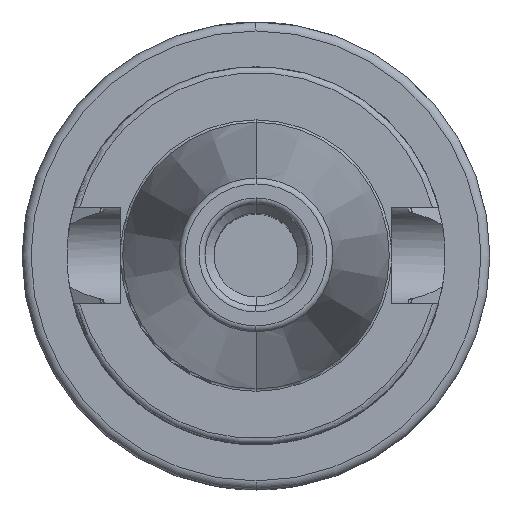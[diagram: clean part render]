
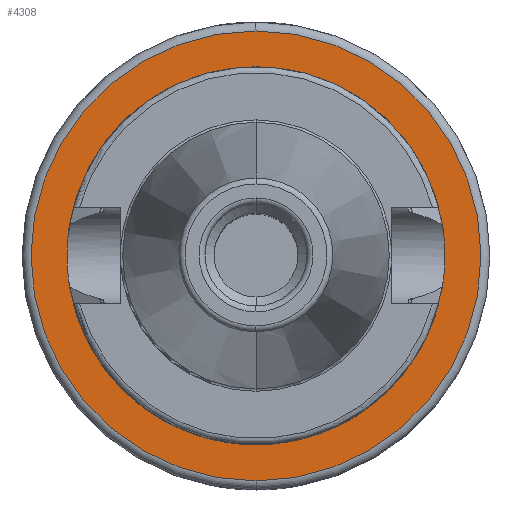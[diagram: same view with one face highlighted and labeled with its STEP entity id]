
A CAD part, top view. The second image highlights one B-rep face of the part: STEP entity #4308.
In plain terms, the highlighted planar face has unit normal (0, 0, 1).
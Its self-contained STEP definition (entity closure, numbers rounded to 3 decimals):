
#1144=CARTESIAN_POINT('',(0,0,-8));
#1145=DIRECTION('',(0,0,1));
#1146=DIRECTION('',(0,1,0));
#1147=AXIS2_PLACEMENT_3D('',#1144,#1145,#1146);
#1149=CARTESIAN_POINT('',(0,0,-8));
#1150=DIRECTION('',(0,0,1));
#1151=DIRECTION('',(0,-1,0));
#1152=AXIS2_PLACEMENT_3D('',#1149,#1150,#1151);
#1154=CARTESIAN_POINT('',(0,0,-8));
#1155=DIRECTION('',(0,0,-1));
#1156=DIRECTION('',(0,-1,0));
#1157=AXIS2_PLACEMENT_3D('',#1154,#1155,#1156);
#1159=CARTESIAN_POINT('',(0,0,-8));
#1160=DIRECTION('',(0,0,-1));
#1161=DIRECTION('',(0,1,0));
#1162=AXIS2_PLACEMENT_3D('',#1159,#1160,#1161);
#2793=CARTESIAN_POINT('',(0.,31.3,-8));
#2794=CARTESIAN_POINT('',(0.,-31.3,-8));
#2795=VERTEX_POINT('',#2793);
#2796=VERTEX_POINT('',#2794);
#2805=CARTESIAN_POINT('',(0,-37.5,-8));
#2806=CARTESIAN_POINT('',(0,37.5,-8));
#2807=VERTEX_POINT('',#2805);
#2808=VERTEX_POINT('',#2806);
#4293=CARTESIAN_POINT('',(0,0,-8));
#4294=DIRECTION('',(0,0,-1));
#4295=DIRECTION('',(0,-1,0));
#4296=AXIS2_PLACEMENT_3D('',#4293,#4294,#4295);
#4297=PLANE('',#4296);
#4298=ORIENTED_EDGE('',*,*,#3782,.T.);
#4299=ORIENTED_EDGE('',*,*,#3797,.T.);
#4300=EDGE_LOOP('',(#4298,#4299));
#4301=FACE_OUTER_BOUND('',#4300,.F.);
#4303=ORIENTED_EDGE('',*,*,#4302,.T.);
#4305=ORIENTED_EDGE('',*,*,#4304,.T.);
#4306=EDGE_LOOP('',(#4303,#4305));
#4307=FACE_BOUND('',#4306,.F.);
#4308=ADVANCED_FACE('',(#4301,#4307),#4297,.F.);
#1148=CIRCLE('',#1147,31.3);
#1153=CIRCLE('',#1152,31.3);
#1158=CIRCLE('',#1157,37.5);
#1163=CIRCLE('',#1162,37.5);
#3782=EDGE_CURVE('',#2807,#2808,#1158,.T.);
#3797=EDGE_CURVE('',#2808,#2807,#1163,.T.);
#4302=EDGE_CURVE('',#2795,#2796,#1148,.T.);
#4304=EDGE_CURVE('',#2796,#2795,#1153,.T.);
